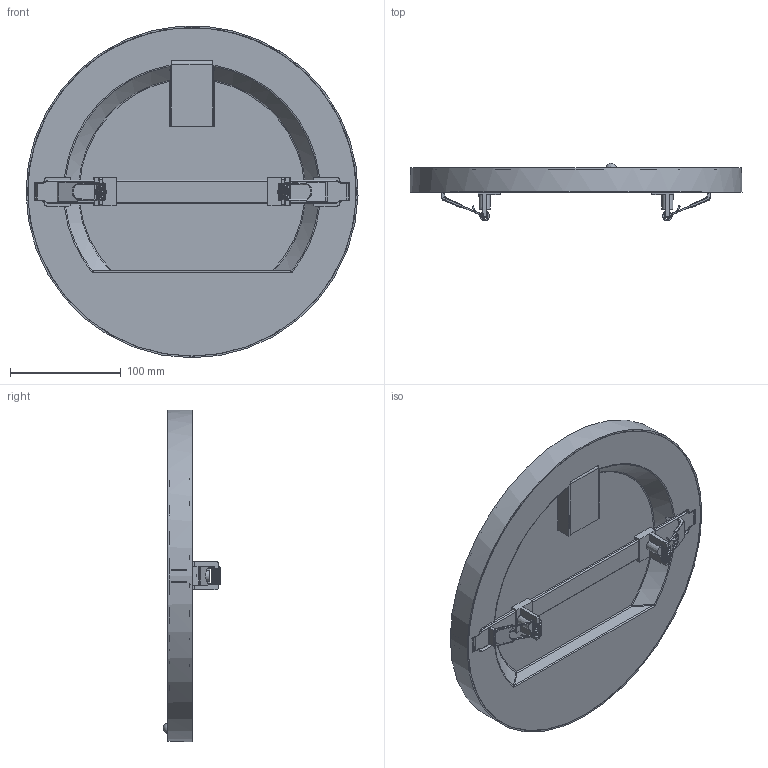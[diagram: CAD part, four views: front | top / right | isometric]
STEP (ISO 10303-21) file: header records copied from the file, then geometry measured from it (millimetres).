
FILE_DESCRIPTION (( 'STEP AP214' ), '1' );
FILE_NAME ('AC71521.STEP', '2025-05-28T11:40:37', ( '' ), ( '' ), 'SwSTEP 2.0', 'SolidWorks 2024', '' );
FILE_SCHEMA (( 'AUTOMOTIVE_DESIGN' ));
Length unit declared in the file: millimetre
Products named in the file (1): AC71521
Bounding box: 299.97 x 52.19 x 299.59 mm (x, y, z)
Volume: 256355.4 mm3; surface area: 389055.8 mm2
Topology: 12 solids, 12 shells, 584 faces, 1543 edges, 975 vertices
Faces by surface type: plane 285, cylinder 144, bspline 74, torus 50, cone 22, sphere 9
Entity records: 28006 total; most frequent: CARTESIAN_POINT 14371, ORIENTED_EDGE 3054, DIRECTION 2472, EDGE_CURVE 1527, VERTEX_POINT 967, LINE 840, VECTOR 840, AXIS2_PLACEMENT_3D 816
